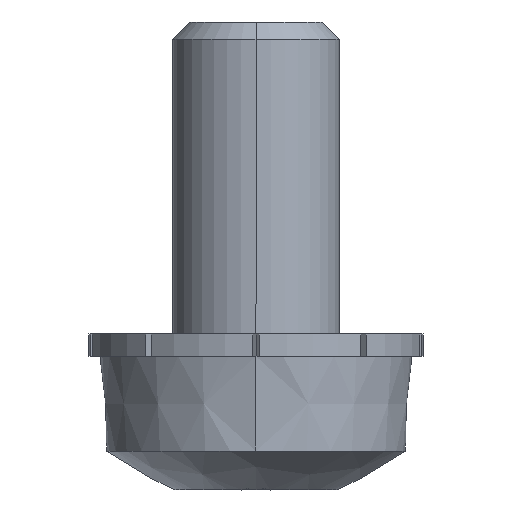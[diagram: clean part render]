
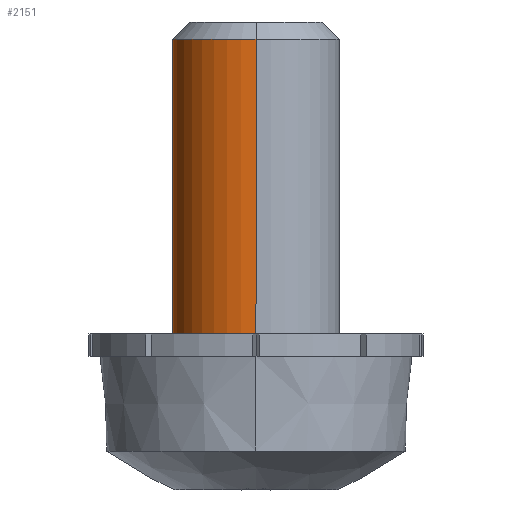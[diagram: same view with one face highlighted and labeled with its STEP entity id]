
A CAD part, front view. The second image highlights one B-rep face of the part: STEP entity #2151.
In plain terms, the highlighted cylindrical face has radius 1.5 mm (diameter 3 mm), a partial arc.
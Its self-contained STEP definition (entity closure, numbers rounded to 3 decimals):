
#2083=CARTESIAN_POINT('',(0.,-15.15,3.693));
#2084=VERTEX_POINT('',#2083);
#2093=CARTESIAN_POINT('',(0.,-18.15,3.694));
#2094=VERTEX_POINT('',#2093);
#2095=CARTESIAN_POINT('',(0.,-16.65,3.694));
#2096=DIRECTION('',(0.,0.,-1.0));
#2097=DIRECTION('',(0.,1.0,0.));
#2098=AXIS2_PLACEMENT_3D('',#2095,#2096,#2097);
#2099=CIRCLE('',#2098,1.5);
#2100=EDGE_CURVE('',#2094,#2084,#2099,.T.);
#2120=CARTESIAN_POINT('',(0.,-16.65,0.847));
#2121=DIRECTION('',(0.,0.,-1.0));
#2122=DIRECTION('',(0.,1.0,0.));
#2123=AXIS2_PLACEMENT_3D('',#2120,#2121,#2122);
#2124=CYLINDRICAL_SURFACE('',#2123,1.5);
#2125=CARTESIAN_POINT('',(0.,-15.15,-2.));
#2126=VERTEX_POINT('',#2125);
#2127=CARTESIAN_POINT('',(0.,-15.15,-2.));
#2128=DIRECTION('',(0.0,0.0,1.0));
#2129=VECTOR('',#2128,5.694);
#2130=LINE('',#2127,#2129);
#2131=EDGE_CURVE('',#2126,#2084,#2130,.T.);
#2132=ORIENTED_EDGE('',*,*,#2131,.F.);
#2133=CARTESIAN_POINT('',(0.,-18.15,-2.));
#2134=VERTEX_POINT('',#2133);
#2135=CARTESIAN_POINT('',(0.,-16.65,-2.));
#2136=DIRECTION('',(0.,0.,-1.0));
#2137=DIRECTION('',(0.,1.0,0.));
#2138=AXIS2_PLACEMENT_3D('',#2135,#2136,#2137);
#2139=CIRCLE('',#2138,1.5);
#2140=EDGE_CURVE('',#2134,#2126,#2139,.T.);
#2141=ORIENTED_EDGE('',*,*,#2140,.F.);
#2142=CARTESIAN_POINT('',(0.,-18.15,-2.));
#2143=DIRECTION('',(0.0,0.0,1.0));
#2144=VECTOR('',#2143,5.694);
#2145=LINE('',#2142,#2144);
#2146=EDGE_CURVE('',#2134,#2094,#2145,.T.);
#2147=ORIENTED_EDGE('',*,*,#2146,.T.);
#2148=ORIENTED_EDGE('',*,*,#2100,.T.);
#2149=EDGE_LOOP('',(#2132,#2141,#2147,#2148));
#2150=FACE_OUTER_BOUND('',#2149,.T.);
#2151=ADVANCED_FACE('',(#2150),#2124,.T.);
